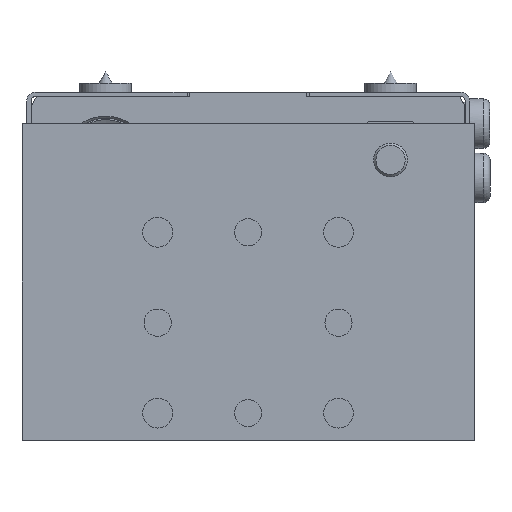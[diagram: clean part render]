
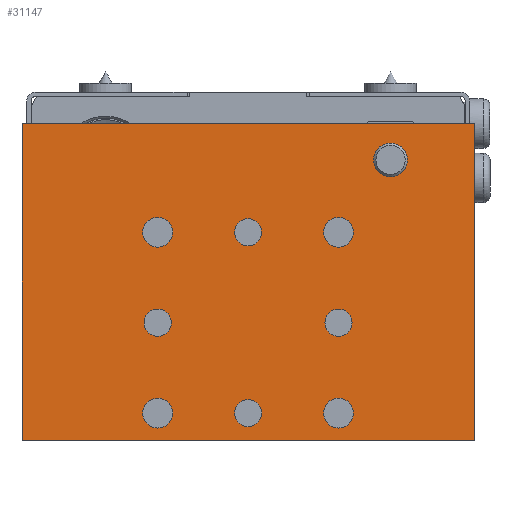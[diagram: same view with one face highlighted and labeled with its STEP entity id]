
A CAD part, left-side view. The second image highlights one B-rep face of the part: STEP entity #31147.
In plain terms, the highlighted face is planar.
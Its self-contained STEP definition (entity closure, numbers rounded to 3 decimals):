
#30639=CARTESIAN_POINT('',(150.,35.23,61.));
#30640=VERTEX_POINT('',#30639);
#30641=CARTESIAN_POINT('',(150.,31.5,61.));
#30642=DIRECTION('',(-1.0,0.0,0.0));
#30643=DIRECTION('',(0.0,-1.0,0.0));
#30644=AXIS2_PLACEMENT_3D('',#30641,#30642,#30643);
#30645=CIRCLE('',#30644,3.73);
#30646=EDGE_CURVE('',#30640,#30640,#30645,.T.);
#30659=CARTESIAN_POINT('',(150.,3.,5.));
#30660=VERTEX_POINT('',#30659);
#30661=CARTESIAN_POINT('',(150.,0.,5.));
#30662=DIRECTION('',(-1.0,0.0,0.0));
#30663=DIRECTION('',(0.0,1.0,0.0));
#30664=AXIS2_PLACEMENT_3D('',#30661,#30662,#30663);
#30665=CIRCLE('',#30664,3.0);
#30666=EDGE_CURVE('',#30660,#30660,#30665,.T.);
#30679=CARTESIAN_POINT('',(150.,3.,45.));
#30680=VERTEX_POINT('',#30679);
#30681=CARTESIAN_POINT('',(150.,0.,45.));
#30682=DIRECTION('',(-1.0,0.0,0.0));
#30683=DIRECTION('',(0.0,1.0,0.0));
#30684=AXIS2_PLACEMENT_3D('',#30681,#30682,#30683);
#30685=CIRCLE('',#30684,3.0);
#30686=EDGE_CURVE('',#30680,#30680,#30685,.T.);
#30699=CARTESIAN_POINT('',(150.,-17.,25.));
#30700=VERTEX_POINT('',#30699);
#30701=CARTESIAN_POINT('',(150.0,-20.,25.));
#30702=DIRECTION('',(-1.0,0.0,0.0));
#30703=DIRECTION('',(0.0,1.0,0.0));
#30704=AXIS2_PLACEMENT_3D('',#30701,#30702,#30703);
#30705=CIRCLE('',#30704,3.0);
#30706=EDGE_CURVE('',#30700,#30700,#30705,.T.);
#30719=CARTESIAN_POINT('',(150.,23.,25.));
#30720=VERTEX_POINT('',#30719);
#30721=CARTESIAN_POINT('',(150.,20.,25.));
#30722=DIRECTION('',(-1.0,0.0,0.0));
#30723=DIRECTION('',(0.0,1.0,0.0));
#30724=AXIS2_PLACEMENT_3D('',#30721,#30722,#30723);
#30725=CIRCLE('',#30724,3.0);
#30726=EDGE_CURVE('',#30720,#30720,#30725,.T.);
#30776=CARTESIAN_POINT('',(150.,23.3,45.));
#30777=VERTEX_POINT('',#30776);
#30778=CARTESIAN_POINT('',(150.,20.,45.));
#30779=DIRECTION('',(-1.0,0.0,0.0));
#30780=DIRECTION('',(0.0,-1.0,0.0));
#30781=AXIS2_PLACEMENT_3D('',#30778,#30779,#30780);
#30782=CIRCLE('',#30781,3.3);
#30783=EDGE_CURVE('',#30777,#30777,#30782,.T.);
#30836=CARTESIAN_POINT('',(150.,-16.7,5.));
#30837=VERTEX_POINT('',#30836);
#30838=CARTESIAN_POINT('',(150.0,-20.,5.));
#30839=DIRECTION('',(-1.0,0.0,0.0));
#30840=DIRECTION('',(0.0,-1.0,0.0));
#30841=AXIS2_PLACEMENT_3D('',#30838,#30839,#30840);
#30842=CIRCLE('',#30841,3.3);
#30843=EDGE_CURVE('',#30837,#30837,#30842,.T.);
#30896=CARTESIAN_POINT('',(150.,-16.7,45.));
#30897=VERTEX_POINT('',#30896);
#30898=CARTESIAN_POINT('',(150.0,-20.,45.));
#30899=DIRECTION('',(-1.0,0.0,0.0));
#30900=DIRECTION('',(0.0,-1.0,0.0));
#30901=AXIS2_PLACEMENT_3D('',#30898,#30899,#30900);
#30902=CIRCLE('',#30901,3.3);
#30903=EDGE_CURVE('',#30897,#30897,#30902,.T.);
#30956=CARTESIAN_POINT('',(150.,23.3,5.));
#30957=VERTEX_POINT('',#30956);
#30958=CARTESIAN_POINT('',(150.,20.,5.));
#30959=DIRECTION('',(-1.0,0.0,0.0));
#30960=DIRECTION('',(0.0,-1.0,0.0));
#30961=AXIS2_PLACEMENT_3D('',#30958,#30959,#30960);
#30962=CIRCLE('',#30961,3.3);
#30963=EDGE_CURVE('',#30957,#30957,#30962,.T.);
#31000=CARTESIAN_POINT('',(150.,-50.,-1.));
#31001=VERTEX_POINT('',#31000);
#31002=CARTESIAN_POINT('',(150.,-50.,69.));
#31003=VERTEX_POINT('',#31002);
#31004=CARTESIAN_POINT('',(150.,-50.,-1.));
#31005=DIRECTION('',(0.0,0.0,1.0));
#31006=VECTOR('',#31005,70.);
#31007=LINE('',#31004,#31006);
#31008=EDGE_CURVE('',#31001,#31003,#31007,.T.);
#31037=CARTESIAN_POINT('',(150.,50.,69.));
#31038=VERTEX_POINT('',#31037);
#31039=CARTESIAN_POINT('',(150.,-50.,69.));
#31040=DIRECTION('',(0.0,1.0,0.0));
#31041=VECTOR('',#31040,100.0);
#31042=LINE('',#31039,#31041);
#31043=EDGE_CURVE('',#31003,#31038,#31042,.T.);
#31061=CARTESIAN_POINT('',(150.,50.,-1.));
#31062=VERTEX_POINT('',#31061);
#31063=CARTESIAN_POINT('',(150.,50.,69.));
#31064=DIRECTION('',(0.0,0.0,-1.0));
#31065=VECTOR('',#31064,70.0);
#31066=LINE('',#31063,#31065);
#31067=EDGE_CURVE('',#31038,#31062,#31066,.T.);
#31091=CARTESIAN_POINT('',(150.,50.,-1.));
#31092=DIRECTION('',(0.0,-1.0,0.0));
#31093=VECTOR('',#31092,100.0);
#31094=LINE('',#31091,#31093);
#31095=EDGE_CURVE('',#31062,#31001,#31094,.T.);
#31109=CARTESIAN_POINT('',(150.,0.,34.));
#31110=DIRECTION('',(1.0,0.0,0.0));
#31111=DIRECTION('',(0.0,1.0,0.0));
#31112=AXIS2_PLACEMENT_3D('',#31109,#31110,#31111);
#31113=PLANE('',#31112);
#31114=ORIENTED_EDGE('',*,*,#31008,.F.);
#31115=ORIENTED_EDGE('',*,*,#31095,.F.);
#31116=ORIENTED_EDGE('',*,*,#31067,.F.);
#31117=ORIENTED_EDGE('',*,*,#31043,.F.);
#31118=EDGE_LOOP('',(#31114,#31115,#31116,#31117));
#31119=FACE_OUTER_BOUND('',#31118,.T.);
#31120=ORIENTED_EDGE('',*,*,#30646,.T.);
#31121=EDGE_LOOP('',(#31120));
#31122=FACE_BOUND('',#31121,.T.);
#31123=ORIENTED_EDGE('',*,*,#30666,.T.);
#31124=EDGE_LOOP('',(#31123));
#31125=FACE_BOUND('',#31124,.T.);
#31126=ORIENTED_EDGE('',*,*,#30686,.T.);
#31127=EDGE_LOOP('',(#31126));
#31128=FACE_BOUND('',#31127,.T.);
#31129=ORIENTED_EDGE('',*,*,#30706,.T.);
#31130=EDGE_LOOP('',(#31129));
#31131=FACE_BOUND('',#31130,.T.);
#31132=ORIENTED_EDGE('',*,*,#30726,.T.);
#31133=EDGE_LOOP('',(#31132));
#31134=FACE_BOUND('',#31133,.T.);
#31135=ORIENTED_EDGE('',*,*,#30783,.T.);
#31136=EDGE_LOOP('',(#31135));
#31137=FACE_BOUND('',#31136,.T.);
#31138=ORIENTED_EDGE('',*,*,#30843,.T.);
#31139=EDGE_LOOP('',(#31138));
#31140=FACE_BOUND('',#31139,.T.);
#31141=ORIENTED_EDGE('',*,*,#30903,.T.);
#31142=EDGE_LOOP('',(#31141));
#31143=FACE_BOUND('',#31142,.T.);
#31144=ORIENTED_EDGE('',*,*,#30963,.T.);
#31145=EDGE_LOOP('',(#31144));
#31146=FACE_BOUND('',#31145,.T.);
#31147=ADVANCED_FACE('',(#31119,#31122,#31125,#31128,#31131,#31134,#31137,#31140,#31143,#31146),#31113,.T.);
